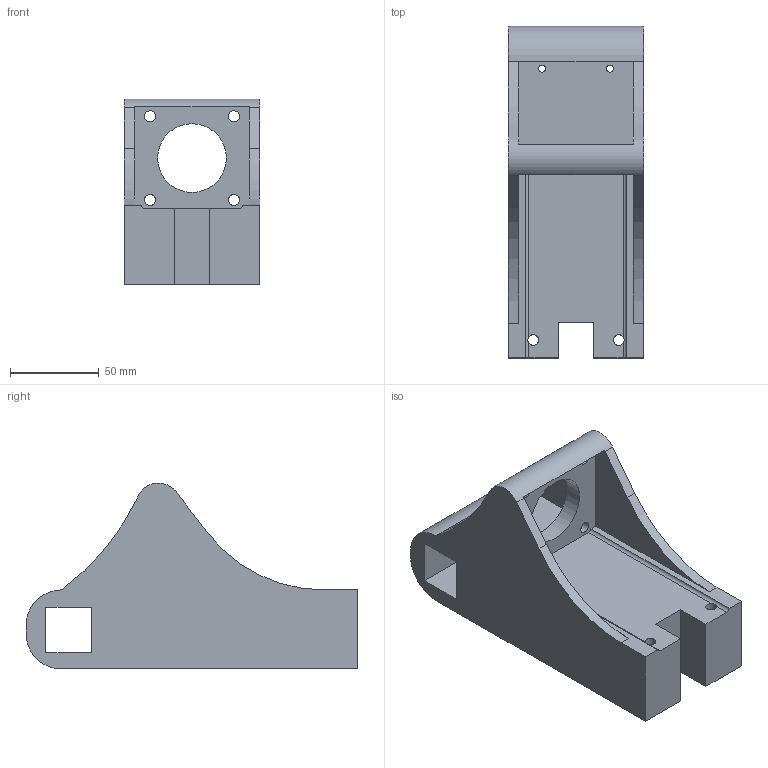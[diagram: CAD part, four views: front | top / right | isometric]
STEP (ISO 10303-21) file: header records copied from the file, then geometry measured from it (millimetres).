
FILE_DESCRIPTION(/* description */ (''),/* implementation_level */ '2;1');
FILE_NAME(/* name */ 'y motor mount L&R v3.step',/* time_stamp */ '2025-08-05T14:39:17-07:00',/* author */ (''),/* organization */ (''),/* preprocessor_version */ 'ST-DEVELOPER v20.1',/* originating_system */ 'Autodesk Translation Framework v14.10.0.0',/* authorisation */ '');
FILE_SCHEMA (('AUTOMOTIVE_DESIGN { 1 0 10303 214 3 1 1 }'));
Length unit declared in the file: millimetre
Products named in the file (2): y motor mount L&R; Component1
Assembly tree (1 placements, depth 2):
  y motor mount L&R
    Component1
Bounding box: 76.4 x 186.9 x 104.64 mm (x, y, z)
Volume: 608796.1 mm3; surface area: 81547.6 mm2
Topology: 1 solids, 1 shells, 47 faces, 139 edges, 92 vertices
Faces by surface type: plane 27, cylinder 20
Full cylindrical faces by diameter (mm): 4 x4, 6 x2, 6.249 x4, 38.7 x1
Entity records: 1696 total; most frequent: CARTESIAN_POINT 300, DIRECTION 281, ORIENTED_EDGE 278, EDGE_CURVE 139, AXIS2_PLACEMENT_3D 95, VERTEX_POINT 92, LINE 91, VECTOR 91
